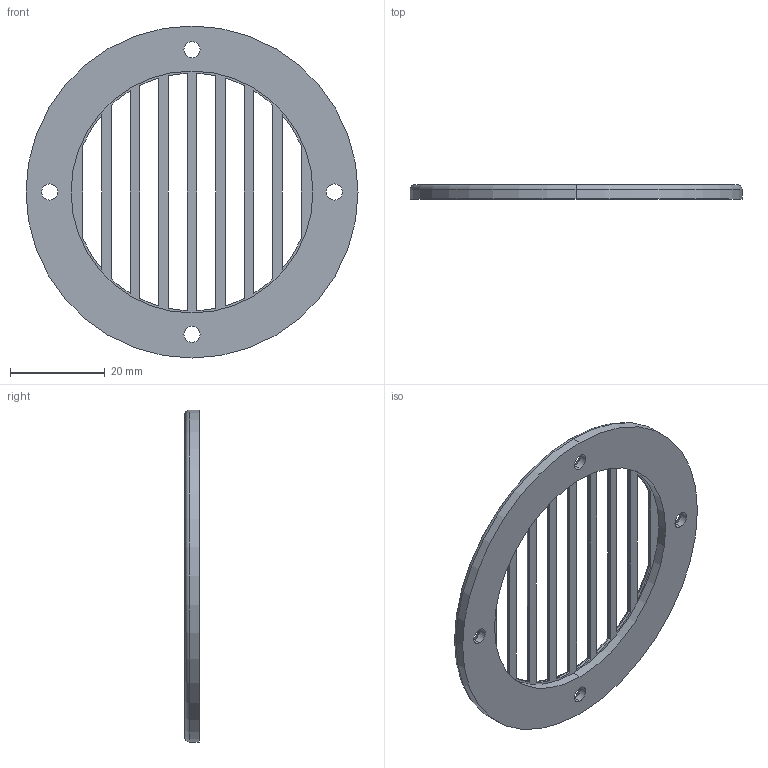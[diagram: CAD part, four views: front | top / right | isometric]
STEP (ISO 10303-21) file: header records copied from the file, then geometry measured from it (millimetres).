
FILE_DESCRIPTION (( 'STEP AP214' ), '1' );
FILE_NAME ('FRS 5 X grill.STEP', '2024-02-21T18:53:07', ( '' ), ( '' ), 'SwSTEP 2.0', 'SolidWorks 2017', '' );
FILE_SCHEMA (( 'AUTOMOTIVE_DESIGN' ));
Length unit declared in the file: millimetre
Products named in the file (1): FRS 5 X grill
Bounding box: 70 x 3 x 70 mm (x, y, z)
Volume: 5903.8 mm3; surface area: 6582 mm2
Topology: 1 solids, 1 shells, 89 faces, 216 edges, 130 vertices
Faces by surface type: cylinder 44, plane 19, torus 18, cone 8
Entity records: 2820 total; most frequent: CARTESIAN_POINT 660, DIRECTION 448, ORIENTED_EDGE 432, EDGE_CURVE 216, AXIS2_PLACEMENT_3D 174, VERTEX_POINT 130, EDGE_LOOP 114, LINE 100
